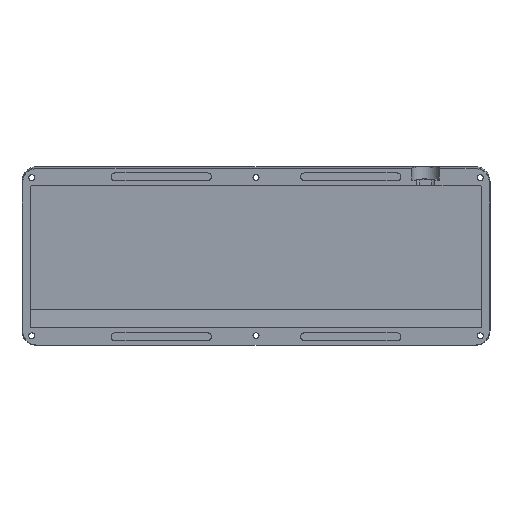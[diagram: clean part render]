
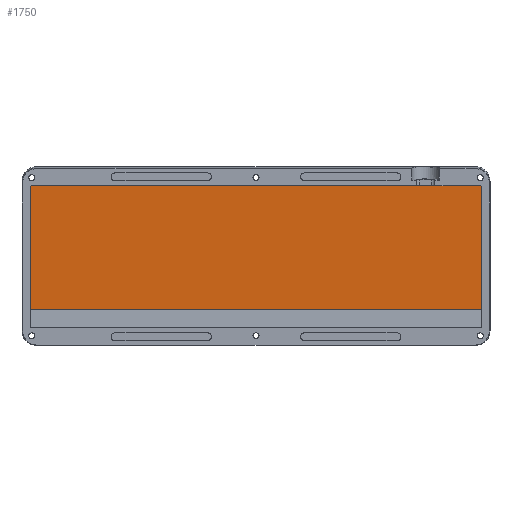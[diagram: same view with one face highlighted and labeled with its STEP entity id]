
A CAD part, top view. The second image highlights one B-rep face of the part: STEP entity #1750.
In plain terms, the highlighted planar face has unit normal (0, -0.087, 0.996).
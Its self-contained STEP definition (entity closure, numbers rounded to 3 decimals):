
#92=CIRCLE('',#1890,1.);
#93=CIRCLE('',#1891,1.);
#207=FACE_OUTER_BOUND('',#313,.T.);
#313=EDGE_LOOP('',(#1259,#1260,#1261,#1262,#1263,#1264));
#455=LINE('',#2657,#617);
#460=LINE('',#2673,#622);
#463=LINE('',#2679,#625);
#464=LINE('',#2683,#626);
#617=VECTOR('',#2136,10.);
#622=VECTOR('',#2151,10.);
#625=VECTOR('',#2156,10.);
#626=VECTOR('',#2159,10.);
#778=VERTEX_POINT('',#2653);
#780=VERTEX_POINT('',#2656);
#786=VERTEX_POINT('',#2672);
#788=VERTEX_POINT('',#2678);
#789=VERTEX_POINT('',#2680);
#790=VERTEX_POINT('',#2682);
#959=EDGE_CURVE('',#780,#778,#455,.T.);
#967=EDGE_CURVE('',#780,#786,#460,.T.);
#970=EDGE_CURVE('',#788,#778,#463,.T.);
#971=EDGE_CURVE('',#789,#788,#92,.T.);
#972=EDGE_CURVE('',#790,#789,#464,.T.);
#973=EDGE_CURVE('',#786,#790,#93,.T.);
#1259=ORIENTED_EDGE('',*,*,#959,.T.);
#1260=ORIENTED_EDGE('',*,*,#970,.F.);
#1261=ORIENTED_EDGE('',*,*,#971,.F.);
#1262=ORIENTED_EDGE('',*,*,#972,.F.);
#1263=ORIENTED_EDGE('',*,*,#973,.F.);
#1264=ORIENTED_EDGE('',*,*,#967,.F.);
#1686=PLANE('',#1889);
#1750=ADVANCED_FACE('',(#207),#1686,.T.);
#1889=AXIS2_PLACEMENT_3D('',#2677,#2154,#2155);
#1890=AXIS2_PLACEMENT_3D('',#2681,#2157,#2158);
#1891=AXIS2_PLACEMENT_3D('',#2684,#2160,#2161);
#2136=DIRECTION('',(1.,0.,0.));
#2151=DIRECTION('',(0.,0.996,0.087));
#2154=DIRECTION('center_axis',(0.,-0.087,0.996));
#2155=DIRECTION('ref_axis',(1.,0.,0.));
#2156=DIRECTION('',(0.,-0.996,-0.087));
#2157=DIRECTION('center_axis',(0.,0.087,-0.996));
#2158=DIRECTION('ref_axis',(1.,0.,0.));
#2159=DIRECTION('',(1.,0.,0.));
#2160=DIRECTION('center_axis',(0.,0.087,-0.996));
#2161=DIRECTION('ref_axis',(0.,0.996,0.087));
#2653=CARTESIAN_POINT('',(243.888,-67.231,1.201));
#2656=CARTESIAN_POINT('',(0.,-67.231,1.201));
#2657=CARTESIAN_POINT('',(121.944,-67.231,1.201));
#2672=CARTESIAN_POINT('',(0.,-1.283,6.971));
#2673=CARTESIAN_POINT('',(0.,-76.196,0.417));
#2677=CARTESIAN_POINT('Origin',(121.944,-38.739,3.694));
#2678=CARTESIAN_POINT('',(243.888,-1.283,6.971));
#2679=CARTESIAN_POINT('',(243.888,-1.283,6.971));
#2680=CARTESIAN_POINT('',(242.887,-0.286,7.058));
#2681=CARTESIAN_POINT('Origin',(242.888,-1.283,6.971));
#2682=CARTESIAN_POINT('',(1.,-0.286,7.058));
#2683=CARTESIAN_POINT('',(182.416,-0.286,7.058));
#2684=CARTESIAN_POINT('Origin',(1.,-1.283,6.971));
